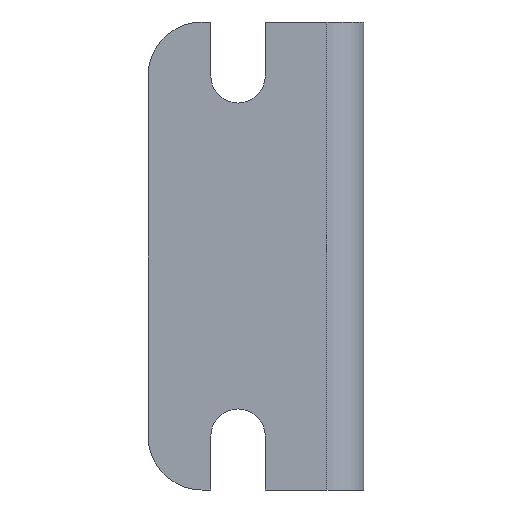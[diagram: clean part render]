
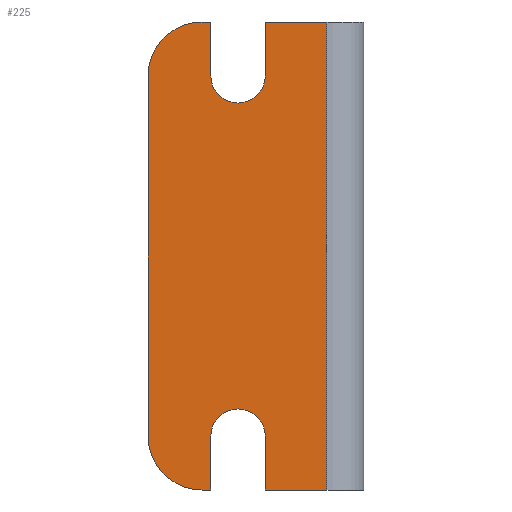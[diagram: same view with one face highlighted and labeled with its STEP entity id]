
A CAD part, front view. The second image highlights one B-rep face of the part: STEP entity #225.
In plain terms, the highlighted planar face has unit normal (0, -1, 0).
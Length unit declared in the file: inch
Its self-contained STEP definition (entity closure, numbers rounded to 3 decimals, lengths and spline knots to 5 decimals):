
#7 = CARTESIAN_POINT ( 'NONE',  ( -0.34301, 0., -0.62598 ) ) ;
#9 = EDGE_CURVE ( 'NONE', #81, #162, #53, .T. ) ;
#10 = ORIENTED_EDGE ( 'NONE', *, *, #233, .T. ) ;
#27 = FACE_OUTER_BOUND ( 'NONE', #843, .T. ) ;
#29 = CARTESIAN_POINT ( 'NONE',  ( -0.4375, 0., -0.62598 ) ) ;
#31 = EDGE_CURVE ( 'NONE', #579, #112, #692, .T. ) ;
#39 = DIRECTION ( 'NONE',  ( 1., 0., 0. ) ) ;
#50 = LINE ( 'NONE', #646, #755 ) ;
#51 = CARTESIAN_POINT ( 'NONE',  ( -0.12843, 0., -0.81299 ) ) ;
#53 = CIRCLE ( 'NONE', #397, 0.09449 ) ;
#60 = DIRECTION ( 'NONE',  ( -1., 0., 0. ) ) ;
#81 = VERTEX_POINT ( 'NONE', #369 ) ;
#86 = VERTEX_POINT ( 'NONE', #777 ) ;
#89 = VECTOR ( 'NONE', #496, 39.37008 ) ;
#92 = LINE ( 'NONE', #239, #256 ) ;
#94 = CARTESIAN_POINT ( 'NONE',  ( -0.53199, 0., 0.81299 ) ) ;
#98 = ORIENTED_EDGE ( 'NONE', *, *, #640, .T. ) ;
#100 = ORIENTED_EDGE ( 'NONE', *, *, #307, .T. ) ;
#103 = DIRECTION ( 'NONE',  ( -1., 0., 0. ) ) ;
#104 = AXIS2_PLACEMENT_3D ( 'NONE', #113, #456, #39 ) ;
#111 = ORIENTED_EDGE ( 'NONE', *, *, #573, .T. ) ;
#112 = VERTEX_POINT ( 'NONE', #303 ) ;
#113 = CARTESIAN_POINT ( 'NONE',  ( 0., 0., 0.81299 ) ) ;
#134 = ORIENTED_EDGE ( 'NONE', *, *, #172, .F. ) ;
#143 = EDGE_CURVE ( 'NONE', #857, #333, #92, .T. ) ;
#148 = AXIS2_PLACEMENT_3D ( 'NONE', #249, #725, #320 ) ;
#152 = ORIENTED_EDGE ( 'NONE', *, *, #561, .T. ) ;
#162 = VERTEX_POINT ( 'NONE', #718 ) ;
#171 = CARTESIAN_POINT ( 'NONE',  ( -0.5625, 0., -0.81299 ) ) ;
#172 = EDGE_CURVE ( 'NONE', #857, #299, #50, .T. ) ;
#181 = CARTESIAN_POINT ( 'NONE',  ( -0.53199, 0., -0.62598 ) ) ;
#192 = CIRCLE ( 'NONE', #148, 0.1875 ) ;
#197 = ORIENTED_EDGE ( 'NONE', *, *, #340, .F. ) ;
#212 = LINE ( 'NONE', #418, #395 ) ;
#218 = VERTEX_POINT ( 'NONE', #181 ) ;
#225 = ADVANCED_FACE ( 'NONE', ( #27 ), #246, .T. ) ;
#233 = EDGE_CURVE ( 'NONE', #86, #506, #192, .T. ) ;
#239 = CARTESIAN_POINT ( 'NONE',  ( 0., 0., 0.81299 ) ) ;
#246 = PLANE ( 'NONE',  #104 ) ;
#249 = CARTESIAN_POINT ( 'NONE',  ( -0.5625, 0., 0.62549 ) ) ;
#256 = VECTOR ( 'NONE', #642, 39.37008 ) ;
#275 = LINE ( 'NONE', #695, #89 ) ;
#276 = CARTESIAN_POINT ( 'NONE',  ( 0., 0., -0.81299 ) ) ;
#281 = VECTOR ( 'NONE', #859, 39.37008 ) ;
#291 = DIRECTION ( 'NONE',  ( 0., 1., 0. ) ) ;
#299 = VERTEX_POINT ( 'NONE', #51 ) ;
#303 = CARTESIAN_POINT ( 'NONE',  ( -0.34301, 0., -0.81299 ) ) ;
#304 = CARTESIAN_POINT ( 'NONE',  ( -0.75, 0., -0.62549 ) ) ;
#307 = EDGE_CURVE ( 'NONE', #333, #81, #423, .T. ) ;
#320 = DIRECTION ( 'NONE',  ( 1., 0., 0. ) ) ;
#333 = VERTEX_POINT ( 'NONE', #335 ) ;
#335 = CARTESIAN_POINT ( 'NONE',  ( -0.34301, 0., 0.81299 ) ) ;
#340 = EDGE_CURVE ( 'NONE', #299, #112, #872, .T. ) ;
#343 = CARTESIAN_POINT ( 'NONE',  ( -0.75, 0., 0.62549 ) ) ;
#347 = LINE ( 'NONE', #821, #383 ) ;
#354 = ORIENTED_EDGE ( 'NONE', *, *, #373, .T. ) ;
#369 = CARTESIAN_POINT ( 'NONE',  ( -0.34301, 0., 0.62598 ) ) ;
#373 = EDGE_CURVE ( 'NONE', #781, #793, #740, .T. ) ;
#383 = VECTOR ( 'NONE', #485, 39.37008 ) ;
#395 = VECTOR ( 'NONE', #823, 39.37008 ) ;
#397 = AXIS2_PLACEMENT_3D ( 'NONE', #699, #291, #772 ) ;
#403 = CARTESIAN_POINT ( 'NONE',  ( -0.5625, 0., -0.62549 ) ) ;
#404 = CARTESIAN_POINT ( 'NONE',  ( 0., 0., -0.81299 ) ) ;
#413 = DIRECTION ( 'NONE',  ( -1., 0., 0. ) ) ;
#418 = CARTESIAN_POINT ( 'NONE',  ( -0.75, 0., 0.81299 ) ) ;
#423 = LINE ( 'NONE', #808, #712 ) ;
#441 = ORIENTED_EDGE ( 'NONE', *, *, #784, .T. ) ;
#447 = DIRECTION ( 'NONE',  ( 0., 0., -1. ) ) ;
#448 = CARTESIAN_POINT ( 'NONE',  ( -0.12843, 0., 0.81299 ) ) ;
#456 = DIRECTION ( 'NONE',  ( 0., -1., 0. ) ) ;
#459 = AXIS2_PLACEMENT_3D ( 'NONE', #403, #879, #472 ) ;
#469 = LINE ( 'NONE', #653, #281 ) ;
#472 = DIRECTION ( 'NONE',  ( 1., 0., 0. ) ) ;
#485 = DIRECTION ( 'NONE',  ( 0., 0., 1. ) ) ;
#496 = DIRECTION ( 'NONE',  ( 0., 0., 1. ) ) ;
#504 = ORIENTED_EDGE ( 'NONE', *, *, #31, .T. ) ;
#506 = VERTEX_POINT ( 'NONE', #343 ) ;
#511 = EDGE_CURVE ( 'NONE', #624, #793, #721, .T. ) ;
#513 = DIRECTION ( 'NONE',  ( 0., 1., 0. ) ) ;
#520 = VECTOR ( 'NONE', #634, 39.37008 ) ;
#546 = VECTOR ( 'NONE', #413, 39.37008 ) ;
#561 = EDGE_CURVE ( 'NONE', #162, #736, #347, .T. ) ;
#573 = EDGE_CURVE ( 'NONE', #506, #781, #212, .T. ) ;
#579 = VERTEX_POINT ( 'NONE', #7 ) ;
#624 = VERTEX_POINT ( 'NONE', #829 ) ;
#630 = AXIS2_PLACEMENT_3D ( 'NONE', #29, #513, #103 ) ;
#634 = DIRECTION ( 'NONE',  ( 0., 0., -1. ) ) ;
#640 = EDGE_CURVE ( 'NONE', #624, #218, #275, .T. ) ;
#642 = DIRECTION ( 'NONE',  ( -1., 0., 0. ) ) ;
#646 = CARTESIAN_POINT ( 'NONE',  ( -0.12843, 0., 0.81299 ) ) ;
#653 = CARTESIAN_POINT ( 'NONE',  ( 0., 0., 0.81299 ) ) ;
#692 = LINE ( 'NONE', #838, #520 ) ;
#695 = CARTESIAN_POINT ( 'NONE',  ( -0.53199, 0., -0.81299 ) ) ;
#699 = CARTESIAN_POINT ( 'NONE',  ( -0.4375, 0., 0.62598 ) ) ;
#708 = CIRCLE ( 'NONE', #630, 0.09449 ) ;
#712 = VECTOR ( 'NONE', #875, 39.37008 ) ;
#718 = CARTESIAN_POINT ( 'NONE',  ( -0.53199, 0., 0.62598 ) ) ;
#721 = LINE ( 'NONE', #276, #546 ) ;
#725 = DIRECTION ( 'NONE',  ( 0., -1., 0. ) ) ;
#736 = VERTEX_POINT ( 'NONE', #94 ) ;
#737 = ORIENTED_EDGE ( 'NONE', *, *, #9, .T. ) ;
#740 = CIRCLE ( 'NONE', #459, 0.1875 ) ;
#747 = ORIENTED_EDGE ( 'NONE', *, *, #143, .T. ) ;
#755 = VECTOR ( 'NONE', #447, 39.37008 ) ;
#772 = DIRECTION ( 'NONE',  ( 1., 0., 0. ) ) ;
#777 = CARTESIAN_POINT ( 'NONE',  ( -0.5625, 0., 0.81299 ) ) ;
#781 = VERTEX_POINT ( 'NONE', #304 ) ;
#784 = EDGE_CURVE ( 'NONE', #218, #579, #708, .T. ) ;
#793 = VERTEX_POINT ( 'NONE', #171 ) ;
#808 = CARTESIAN_POINT ( 'NONE',  ( -0.34301, 0., 0.81299 ) ) ;
#821 = CARTESIAN_POINT ( 'NONE',  ( -0.53199, 0., 0.81299 ) ) ;
#823 = DIRECTION ( 'NONE',  ( 0., 0., -1. ) ) ;
#829 = CARTESIAN_POINT ( 'NONE',  ( -0.53199, 0., -0.81299 ) ) ;
#831 = ORIENTED_EDGE ( 'NONE', *, *, #861, .T. ) ;
#838 = CARTESIAN_POINT ( 'NONE',  ( -0.34301, 0., -0.81299 ) ) ;
#843 = EDGE_LOOP ( 'NONE', ( #831, #10, #111, #354, #866, #98, #441, #504, #197, #134, #747, #100, #737, #152 ) ) ;
#857 = VERTEX_POINT ( 'NONE', #448 ) ;
#859 = DIRECTION ( 'NONE',  ( -1., 0., 0. ) ) ;
#861 = EDGE_CURVE ( 'NONE', #736, #86, #469, .T. ) ;
#866 = ORIENTED_EDGE ( 'NONE', *, *, #511, .F. ) ;
#870 = VECTOR ( 'NONE', #60, 39.37008 ) ;
#872 = LINE ( 'NONE', #404, #870 ) ;
#875 = DIRECTION ( 'NONE',  ( 0., 0., -1. ) ) ;
#879 = DIRECTION ( 'NONE',  ( 0., -1., 0. ) ) ;
